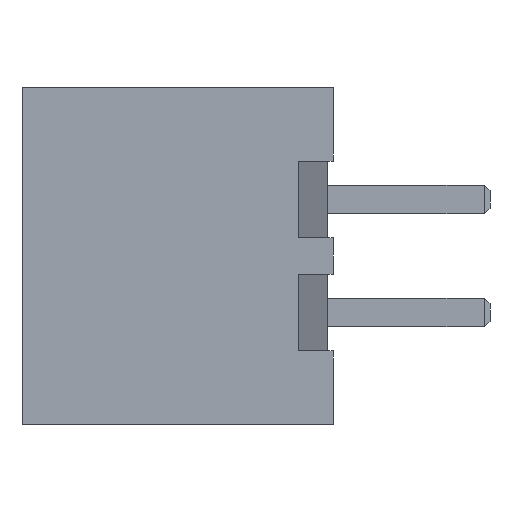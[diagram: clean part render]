
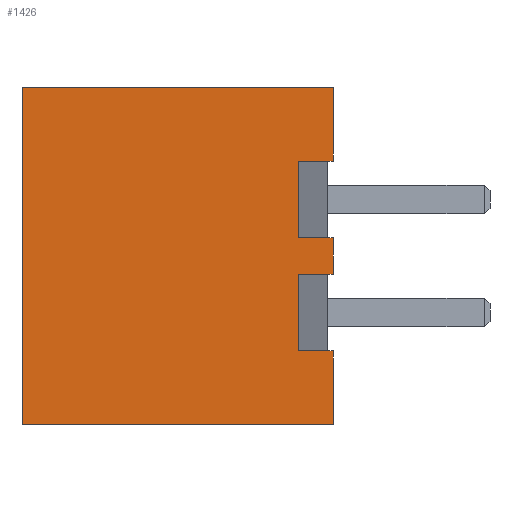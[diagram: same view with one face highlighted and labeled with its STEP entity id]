
A CAD part, left-side view. The second image highlights one B-rep face of the part: STEP entity #1426.
In plain terms, the highlighted planar face has unit normal (-1, 0, 0).
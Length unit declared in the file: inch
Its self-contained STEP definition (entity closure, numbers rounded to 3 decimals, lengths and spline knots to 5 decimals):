
#73=FACE_OUTER_BOUND('',#151,.T.);
#151=EDGE_LOOP('',(#1090,#1091,#1092,#1093,#1094,#1095,#1096,#1097,#1098,
#1099,#1100,#1101));
#263=LINE('',#2072,#453);
#270=LINE('',#2087,#460);
#281=LINE('',#2110,#471);
#285=LINE('',#2117,#475);
#287=LINE('',#2122,#477);
#291=LINE('',#2129,#481);
#294=LINE('',#2135,#484);
#296=LINE('',#2138,#486);
#297=LINE('',#2141,#487);
#300=LINE('',#2147,#490);
#301=LINE('',#2149,#491);
#302=LINE('',#2150,#492);
#453=VECTOR('',#1706,0.3937);
#460=VECTOR('',#1717,0.3937);
#471=VECTOR('',#1736,0.3937);
#475=VECTOR('',#1742,0.3937);
#477=VECTOR('',#1746,0.3937);
#481=VECTOR('',#1752,0.3937);
#484=VECTOR('',#1757,0.3937);
#486=VECTOR('',#1761,0.3937);
#487=VECTOR('',#1764,0.3937);
#490=VECTOR('',#1769,0.3937);
#491=VECTOR('',#1770,0.3937);
#492=VECTOR('',#1771,0.3937);
#608=VERTEX_POINT('',#2065);
#611=VERTEX_POINT('',#2070);
#614=VERTEX_POINT('',#2080);
#617=VERTEX_POINT('',#2085);
#624=VERTEX_POINT('',#2107);
#627=VERTEX_POINT('',#2114);
#628=VERTEX_POINT('',#2119);
#631=VERTEX_POINT('',#2126);
#633=VERTEX_POINT('',#2133);
#634=VERTEX_POINT('',#2140);
#636=VERTEX_POINT('',#2146);
#637=VERTEX_POINT('',#2148);
#767=EDGE_CURVE('',#611,#608,#263,.T.);
#774=EDGE_CURVE('',#617,#614,#270,.T.);
#785=EDGE_CURVE('',#611,#624,#281,.T.);
#789=EDGE_CURVE('',#627,#608,#285,.T.);
#791=EDGE_CURVE('',#617,#628,#287,.T.);
#795=EDGE_CURVE('',#631,#614,#291,.T.);
#798=EDGE_CURVE('',#633,#628,#294,.T.);
#800=EDGE_CURVE('',#631,#624,#296,.T.);
#801=EDGE_CURVE('',#627,#634,#297,.T.);
#804=EDGE_CURVE('',#633,#636,#300,.T.);
#805=EDGE_CURVE('',#637,#636,#301,.T.);
#806=EDGE_CURVE('',#634,#637,#302,.T.);
#1090=ORIENTED_EDGE('',*,*,#785,.T.);
#1091=ORIENTED_EDGE('',*,*,#800,.F.);
#1092=ORIENTED_EDGE('',*,*,#795,.T.);
#1093=ORIENTED_EDGE('',*,*,#774,.F.);
#1094=ORIENTED_EDGE('',*,*,#791,.T.);
#1095=ORIENTED_EDGE('',*,*,#798,.F.);
#1096=ORIENTED_EDGE('',*,*,#804,.T.);
#1097=ORIENTED_EDGE('',*,*,#805,.F.);
#1098=ORIENTED_EDGE('',*,*,#806,.F.);
#1099=ORIENTED_EDGE('',*,*,#801,.F.);
#1100=ORIENTED_EDGE('',*,*,#789,.T.);
#1101=ORIENTED_EDGE('',*,*,#767,.F.);
#1315=PLANE('',#1516);
#1426=ADVANCED_FACE('',(#73),#1315,.T.);
#1516=AXIS2_PLACEMENT_3D('',#2145,#1767,#1768);
#1706=DIRECTION('',(0.,0.,-1.));
#1717=DIRECTION('',(0.,0.,-1.));
#1736=DIRECTION('',(0.,-1.,0.));
#1742=DIRECTION('',(0.,1.,0.));
#1746=DIRECTION('',(0.,-1.,0.));
#1752=DIRECTION('',(0.,1.,0.));
#1757=DIRECTION('',(0.,0.,-1.));
#1761=DIRECTION('',(0.,0.,-1.));
#1764=DIRECTION('',(0.,0.,-1.));
#1767=DIRECTION('center_axis',(-1.,0.,0.));
#1768=DIRECTION('ref_axis',(0.,0.,1.));
#1769=DIRECTION('',(0.,1.,0.));
#1770=DIRECTION('',(0.,0.,1.));
#1771=DIRECTION('',(0.,1.,0.));
#2065=CARTESIAN_POINT('',(-0.2255,0.03,-0.2285));
#2070=CARTESIAN_POINT('',(-0.2255,0.03,-0.162));
#2072=CARTESIAN_POINT('',(-0.2255,0.03,-0.24388));
#2080=CARTESIAN_POINT('',(-0.2255,0.03,-0.1305));
#2085=CARTESIAN_POINT('',(-0.2255,0.03,-0.064));
#2087=CARTESIAN_POINT('',(-0.2255,0.03,-0.19488));
#2107=CARTESIAN_POINT('',(-0.2255,0.,-0.162));
#2110=CARTESIAN_POINT('',(-0.2255,0.,-0.162));
#2114=CARTESIAN_POINT('',(-0.2255,0.,-0.2285));
#2117=CARTESIAN_POINT('',(-0.2255,0.,-0.2285));
#2119=CARTESIAN_POINT('',(-0.2255,0.,-0.064));
#2122=CARTESIAN_POINT('',(-0.2255,0.,-0.064));
#2126=CARTESIAN_POINT('',(-0.2255,0.,-0.1305));
#2129=CARTESIAN_POINT('',(-0.2255,0.,-0.1305));
#2133=CARTESIAN_POINT('',(-0.2255,0.,0.));
#2135=CARTESIAN_POINT('',(-0.2255,0.,0.));
#2138=CARTESIAN_POINT('',(-0.2255,0.,0.));
#2140=CARTESIAN_POINT('',(-0.2255,0.,-0.2925));
#2141=CARTESIAN_POINT('',(-0.2255,0.,0.));
#2145=CARTESIAN_POINT('Origin',(-0.2255,0.,-0.2925));
#2146=CARTESIAN_POINT('',(-0.2255,0.2695,0.));
#2147=CARTESIAN_POINT('',(-0.2255,0.,0.));
#2148=CARTESIAN_POINT('',(-0.2255,0.2695,-0.2925));
#2149=CARTESIAN_POINT('',(-0.2255,0.2695,0.));
#2150=CARTESIAN_POINT('',(-0.2255,0.,-0.2925));
